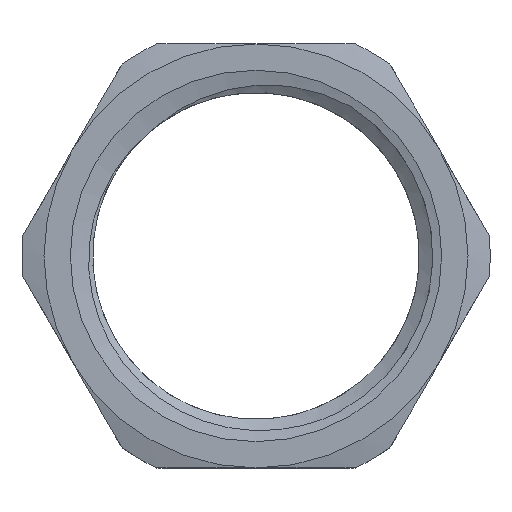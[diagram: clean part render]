
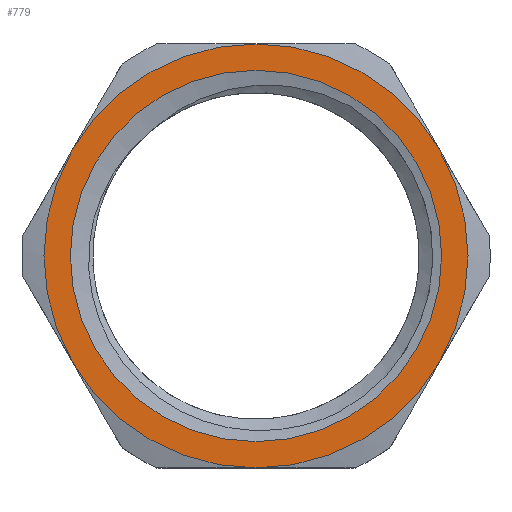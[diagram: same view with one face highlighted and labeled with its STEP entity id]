
A CAD part, top view. The second image highlights one B-rep face of the part: STEP entity #779.
In plain terms, the highlighted planar face has unit normal (0, 0, 1).
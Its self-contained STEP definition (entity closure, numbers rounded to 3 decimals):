
#120=PLANE('',#863);
#137=FACE_BOUND('',#218,.T.);
#170=FACE_OUTER_BOUND('',#217,.T.);
#217=EDGE_LOOP('',(#632,#633,#634,#635,#636,#637));
#218=EDGE_LOOP('',(#638));
#243=CIRCLE('',#806,10.511);
#271=CIRCLE('',#862,12.);
#272=CIRCLE('',#864,12.);
#273=CIRCLE('',#865,12.);
#274=CIRCLE('',#866,12.);
#275=CIRCLE('',#867,12.);
#276=CIRCLE('',#868,12.);
#289=VERTEX_POINT('',#1158);
#338=VERTEX_POINT('',#1682);
#346=VERTEX_POINT('',#1749);
#348=VERTEX_POINT('',#1760);
#349=VERTEX_POINT('',#1770);
#350=VERTEX_POINT('',#1774);
#351=VERTEX_POINT('',#1780);
#365=EDGE_CURVE('',#289,#289,#243,.T.);
#455=EDGE_CURVE('',#350,#349,#271,.T.);
#456=EDGE_CURVE('',#351,#350,#272,.T.);
#457=EDGE_CURVE('',#338,#351,#273,.T.);
#458=EDGE_CURVE('',#346,#338,#274,.T.);
#459=EDGE_CURVE('',#348,#346,#275,.T.);
#460=EDGE_CURVE('',#349,#348,#276,.T.);
#632=ORIENTED_EDGE('',*,*,#455,.F.);
#633=ORIENTED_EDGE('',*,*,#456,.F.);
#634=ORIENTED_EDGE('',*,*,#457,.F.);
#635=ORIENTED_EDGE('',*,*,#458,.F.);
#636=ORIENTED_EDGE('',*,*,#459,.F.);
#637=ORIENTED_EDGE('',*,*,#460,.F.);
#638=ORIENTED_EDGE('',*,*,#365,.T.);
#779=ADVANCED_FACE('',(#170,#137),#120,.T.);
#806=AXIS2_PLACEMENT_3D('',#1159,#899,#900);
#862=AXIS2_PLACEMENT_3D('',#1778,#1037,#1038);
#863=AXIS2_PLACEMENT_3D('',#1779,#1039,#1040);
#864=AXIS2_PLACEMENT_3D('',#1781,#1041,#1042);
#865=AXIS2_PLACEMENT_3D('',#1782,#1043,#1044);
#866=AXIS2_PLACEMENT_3D('',#1783,#1045,#1046);
#867=AXIS2_PLACEMENT_3D('',#1784,#1047,#1048);
#868=AXIS2_PLACEMENT_3D('',#1785,#1049,#1050);
#899=DIRECTION('center_axis',(0.,0.,-1.));
#900=DIRECTION('ref_axis',(0.,1.,0.));
#1037=DIRECTION('center_axis',(0.,0.,-1.));
#1038=DIRECTION('ref_axis',(0.424,-0.906,0.));
#1039=DIRECTION('center_axis',(0.,0.,1.));
#1040=DIRECTION('ref_axis',(1.,0.,0.));
#1041=DIRECTION('center_axis',(0.,0.,-1.));
#1042=DIRECTION('ref_axis',(0.996,-0.086,0.));
#1043=DIRECTION('center_axis',(0.,0.,-1.));
#1044=DIRECTION('ref_axis',(0.572,0.82,0.));
#1045=DIRECTION('center_axis',(0.,0.,-1.));
#1046=DIRECTION('ref_axis',(-0.424,0.906,0.));
#1047=DIRECTION('center_axis',(0.,0.,-1.));
#1048=DIRECTION('ref_axis',(-0.996,0.086,0.));
#1049=DIRECTION('center_axis',(0.,0.,-1.));
#1050=DIRECTION('ref_axis',(-0.572,-0.82,0.));
#1158=CARTESIAN_POINT('',(0.,10.511,3.5));
#1159=CARTESIAN_POINT('Origin',(0.,0.,3.5));
#1682=CARTESIAN_POINT('',(0.,12.,3.5));
#1749=CARTESIAN_POINT('',(-10.392,6.,3.5));
#1760=CARTESIAN_POINT('',(-10.392,-6.,3.5));
#1770=CARTESIAN_POINT('',(0.,-12.,3.5));
#1774=CARTESIAN_POINT('',(10.392,-6.,3.5));
#1778=CARTESIAN_POINT('Origin',(0.,0.,3.5));
#1779=CARTESIAN_POINT('Origin',(0.,0.,3.5));
#1780=CARTESIAN_POINT('',(10.392,6.,3.5));
#1781=CARTESIAN_POINT('Origin',(0.,0.,3.5));
#1782=CARTESIAN_POINT('Origin',(0.,0.,3.5));
#1783=CARTESIAN_POINT('Origin',(0.,0.,3.5));
#1784=CARTESIAN_POINT('Origin',(0.,0.,3.5));
#1785=CARTESIAN_POINT('Origin',(0.,0.,3.5));
